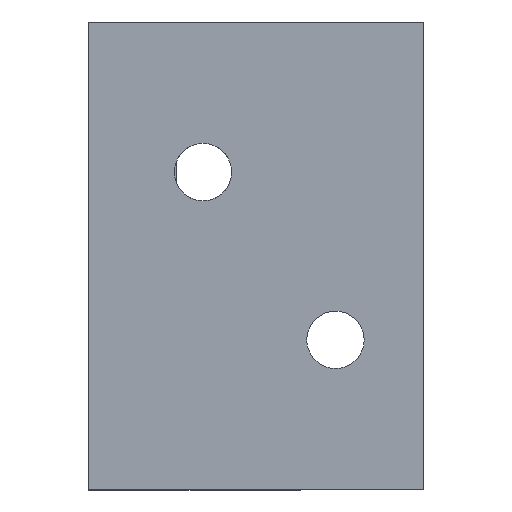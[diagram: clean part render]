
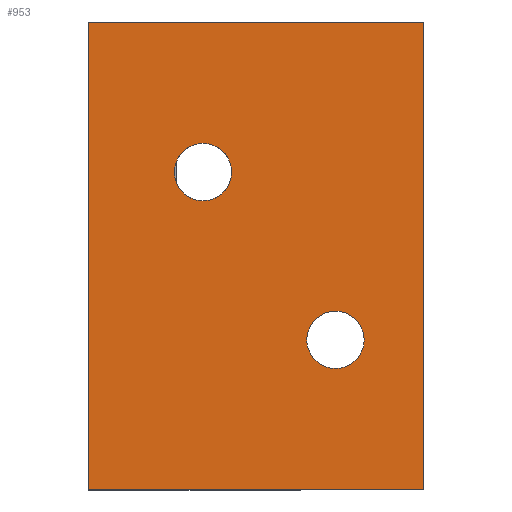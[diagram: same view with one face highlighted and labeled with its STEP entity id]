
A CAD part, left-side view. The second image highlights one B-rep face of the part: STEP entity #953.
In plain terms, the highlighted planar face has unit normal (-1, 0, 0).
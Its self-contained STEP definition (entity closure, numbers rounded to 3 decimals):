
#15=FACE_BOUND('',#345,.T.);
#16=FACE_BOUND('',#346,.T.);
#45=PLANE('',#1049);
#100=LINE('',#1566,#192);
#120=LINE('',#1612,#212);
#121=LINE('',#1614,#213);
#122=LINE('',#1615,#214);
#192=VECTOR('',#1226,10.);
#212=VECTOR('',#1268,10.);
#213=VECTOR('',#1269,10.);
#214=VECTOR('',#1270,10.);
#292=FACE_OUTER_BOUND('',#344,.T.);
#344=EDGE_LOOP('',(#804,#805,#806,#807));
#345=EDGE_LOOP('',(#808));
#346=EDGE_LOOP('',(#809));
#394=CIRCLE('',#1033,1.625);
#396=CIRCLE('',#1037,1.625);
#452=VERTEX_POINT('',#1517);
#456=VERTEX_POINT('',#1557);
#458=VERTEX_POINT('',#1563);
#459=VERTEX_POINT('',#1565);
#474=VERTEX_POINT('',#1611);
#475=VERTEX_POINT('',#1613);
#561=EDGE_CURVE('',#452,#452,#394,.F.);
#568=EDGE_CURVE('',#456,#456,#396,.F.);
#571=EDGE_CURVE('',#459,#458,#100,.T.);
#594=EDGE_CURVE('',#458,#474,#120,.T.);
#595=EDGE_CURVE('',#474,#475,#121,.T.);
#596=EDGE_CURVE('',#475,#459,#122,.F.);
#804=ORIENTED_EDGE('',*,*,#594,.T.);
#805=ORIENTED_EDGE('',*,*,#595,.T.);
#806=ORIENTED_EDGE('',*,*,#596,.T.);
#807=ORIENTED_EDGE('',*,*,#571,.T.);
#808=ORIENTED_EDGE('',*,*,#568,.T.);
#809=ORIENTED_EDGE('',*,*,#561,.T.);
#953=ADVANCED_FACE('',(#292,#15,#16),#45,.T.);
#1033=AXIS2_PLACEMENT_3D('',#1519,#1209,#1210);
#1037=AXIS2_PLACEMENT_3D('',#1559,#1220,#1221);
#1049=AXIS2_PLACEMENT_3D('',#1610,#1266,#1267);
#1209=DIRECTION('center_axis',(-1.,0.,0.));
#1210=DIRECTION('ref_axis',(0.,0.,-1.));
#1220=DIRECTION('center_axis',(-1.,0.,0.));
#1221=DIRECTION('ref_axis',(0.,0.,-1.));
#1226=DIRECTION('',(0.,0.,-1.));
#1266=DIRECTION('center_axis',(-1.,0.,0.));
#1267=DIRECTION('ref_axis',(0.,0.,1.));
#1268=DIRECTION('',(0.,-1.,0.));
#1269=DIRECTION('',(0.,0.,1.));
#1270=DIRECTION('',(0.,-1.,0.));
#1517=CARTESIAN_POINT('',(625.679,94.861,-297.23));
#1519=CARTESIAN_POINT('Origin',(625.679,94.861,-298.855));
#1557=CARTESIAN_POINT('',(625.679,102.361,-287.73));
#1559=CARTESIAN_POINT('Origin',(625.679,102.361,-289.355));
#1563=CARTESIAN_POINT('',(625.679,108.861,-307.355));
#1565=CARTESIAN_POINT('',(625.679,108.861,-280.855));
#1566=CARTESIAN_POINT('',(625.679,108.861,-280.855));
#1610=CARTESIAN_POINT('Origin',(625.679,89.861,-280.855));
#1611=CARTESIAN_POINT('',(625.679,89.861,-307.355));
#1612=CARTESIAN_POINT('',(625.679,94.611,-307.355));
#1613=CARTESIAN_POINT('',(625.679,89.861,-280.855));
#1614=CARTESIAN_POINT('',(625.679,89.861,-280.855));
#1615=CARTESIAN_POINT('',(625.679,94.611,-280.855));
